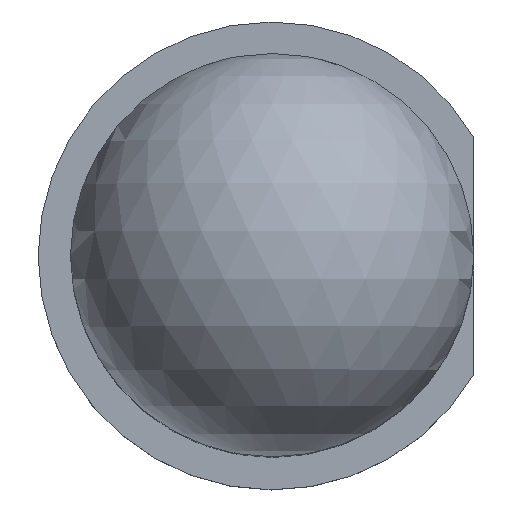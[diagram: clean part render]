
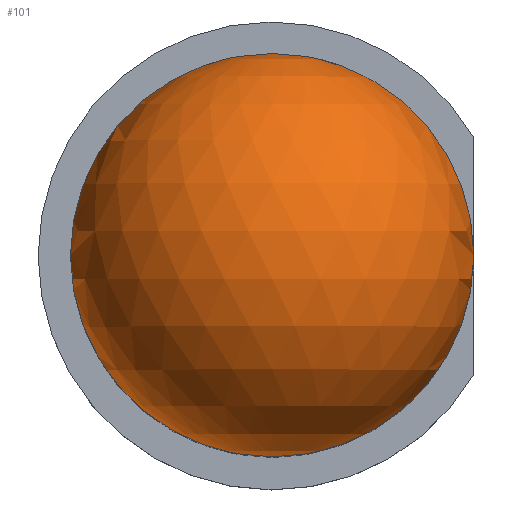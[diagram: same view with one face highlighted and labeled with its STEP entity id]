
A CAD part, top view. The second image highlights one B-rep face of the part: STEP entity #101.
In plain terms, the highlighted spherical face has radius 2.5 mm.
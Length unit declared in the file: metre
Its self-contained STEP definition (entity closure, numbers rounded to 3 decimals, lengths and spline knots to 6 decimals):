
#101 = ADVANCED_FACE( '', ( #235 ), #236, .T. );
#155 = EDGE_CURVE( '', #301, #301, #302, .T. );
#235 = FACE_OUTER_BOUND( '', #405, .T. );
#236 = SPHERICAL_SURFACE( '', #406, 0.0025 );
#301 = VERTEX_POINT( '', #507 );
#302 = CIRCLE( '', #508, 0.0025 );
#405 = EDGE_LOOP( '', ( #561 ) );
#406 = AXIS2_PLACEMENT_3D( '', #562, #563, #564 );
#507 = CARTESIAN_POINT( '', ( 0., 0.00251, 0.006256 ) );
#508 = AXIS2_PLACEMENT_3D( '', #650, #651, #652 );
#561 = ORIENTED_EDGE( '', *, *, #155, .F. );
#562 = CARTESIAN_POINT( '', ( 0., 0.00001, 0.006256 ) );
#563 = DIRECTION( '', ( 0., -1., 0. ) );
#564 = DIRECTION( '', ( 1., 0., 0. ) );
#650 = CARTESIAN_POINT( '', ( 0., 0.00001, 0.006256 ) );
#651 = DIRECTION( '', ( 0., 0., -1. ) );
#652 = DIRECTION( '', ( 0., 1., 0. ) );
